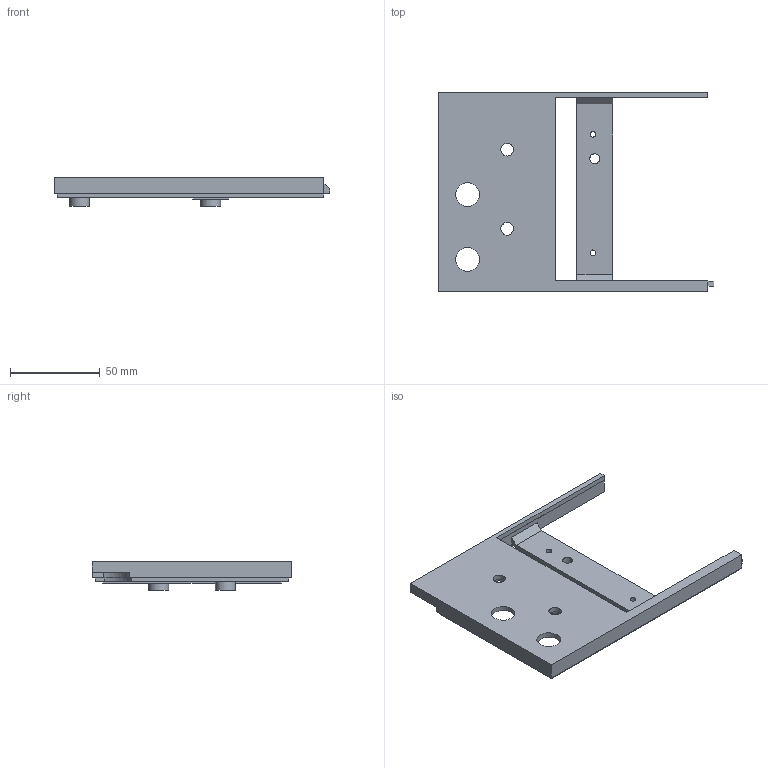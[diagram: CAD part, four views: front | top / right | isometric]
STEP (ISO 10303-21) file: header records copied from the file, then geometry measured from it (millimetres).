
FILE_DESCRIPTION(('FreeCAD Model'),'2;1');
FILE_NAME('Open CASCADE Shape Model','2024-01-28T18:36:35',(''),(''), 'Open CASCADE STEP processor 7.6','FreeCAD','Unknown');
FILE_SCHEMA(('AUTOMOTIVE_DESIGN { 1 0 10303 214 1 1 1 1 }'));
Length unit declared in the file: millimetre
Products named in the file (1): TopLeft Cover Body
Bounding box: 153.15 x 111 x 15.95 mm (x, y, z)
Volume: 39611.9 mm3; surface area: 29853.4 mm2
Topology: 1 solids, 1 shells, 89 faces, 240 edges, 156 vertices
Faces by surface type: plane 72, cylinder 17
Full cylindrical faces by diameter (mm): 3.2 x2, 5.6 x2, 7 x4, 11 x2, 13.25 x2
Entity records: 5961 total; most frequent: CARTESIAN_POINT 1044, DIRECTION 917, LINE 664, VECTOR 664, ORIENTED_EDGE 480, PCURVE 480, DEFINITIONAL_REPRESENTATION 480, EDGE_CURVE 240
